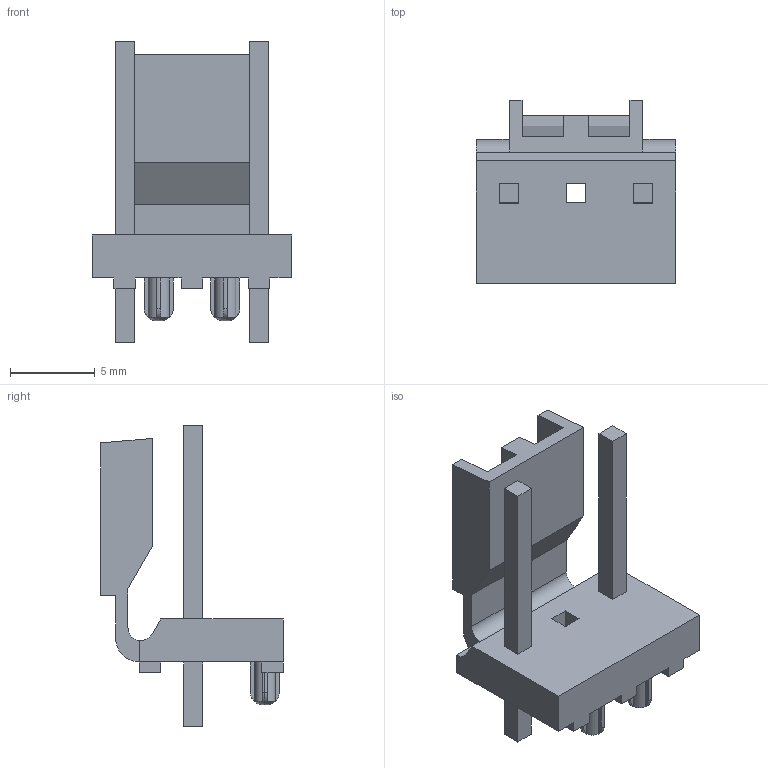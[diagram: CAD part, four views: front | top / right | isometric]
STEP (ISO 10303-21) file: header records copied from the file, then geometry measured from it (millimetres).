
FILE_DESCRIPTION(('STEP AP242'),'1');
FILE_NAME('3-644661-3.stp','2023-04-24T17:56:09',('TraceParts'),('TraceParts S.A.'),'Spatial InterOp 3D',' ',' ');
FILE_SCHEMA(('AP242_MANAGED_MODEL_BASED_3D_ENGINEERING_MIM_LF {1 0 10303 442 1 1 4}'));
Length unit declared in the file: millimetre
Products named in the file (1): 3-644661-3
Bounding box: 11.76 x 10.79 x 17.78 mm (x, y, z)
Volume: 432.7 mm3; surface area: 805.5 mm2
Topology: 1 solids, 1 shells, 134 faces, 364 edges, 240 vertices
Faces by surface type: plane 108, cylinder 22, bspline 4
Entity records: 4369 total; most frequent: CARTESIAN_POINT 959, ORIENTED_EDGE 728, DIRECTION 664, EDGE_CURVE 364, LINE 294, VECTOR 294, VERTEX_POINT 240, AXIS2_PLACEMENT_3D 185
